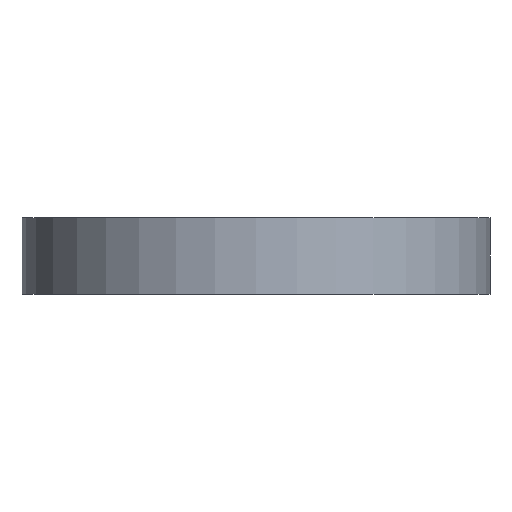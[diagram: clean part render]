
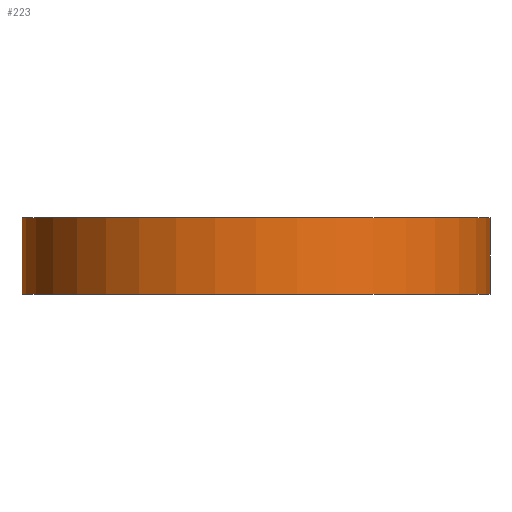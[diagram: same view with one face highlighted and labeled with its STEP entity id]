
A CAD part, front view. The second image highlights one B-rep face of the part: STEP entity #223.
In plain terms, the highlighted cylindrical face has radius 29.21 mm (diameter 58.42 mm), a partial arc.
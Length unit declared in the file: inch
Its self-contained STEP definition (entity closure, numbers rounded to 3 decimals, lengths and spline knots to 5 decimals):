
#25 = FACE_OUTER_BOUND ( 'NONE', #591, .T. ) ;
#63 = LINE ( 'NONE', #467, #580 ) ;
#88 = CIRCLE ( 'NONE', #440, 1.15 ) ;
#107 = CARTESIAN_POINT ( 'NONE',  ( -1.15, 0., 0.375 ) ) ;
#109 = DIRECTION ( 'NONE',  ( 1., 0., 0. ) ) ;
#146 = CARTESIAN_POINT ( 'NONE',  ( 1.15, 0., 0. ) ) ;
#185 = EDGE_CURVE ( 'NONE', #237, #290, #498, .T. ) ;
#197 = CARTESIAN_POINT ( 'NONE',  ( 1.15, 0., 0.375 ) ) ;
#198 = VERTEX_POINT ( 'NONE', #107 ) ;
#205 = CIRCLE ( 'NONE', #472, 1.15 ) ;
#210 = DIRECTION ( 'NONE',  ( 0., 0., 1. ) ) ;
#218 = EDGE_CURVE ( 'NONE', #198, #230, #63, .T. ) ;
#223 = ADVANCED_FACE ( 'NONE', ( #25 ), #566, .T. ) ;
#230 = VERTEX_POINT ( 'NONE', #416 ) ;
#233 = AXIS2_PLACEMENT_3D ( 'NONE', #560, #411, #375 ) ;
#237 = VERTEX_POINT ( 'NONE', #368 ) ;
#247 = ORIENTED_EDGE ( 'NONE', *, *, #455, .F. ) ;
#274 = DIRECTION ( 'NONE',  ( 1., 0., 0. ) ) ;
#290 = VERTEX_POINT ( 'NONE', #146 ) ;
#299 = DIRECTION ( 'NONE',  ( 0., 0., 1. ) ) ;
#335 = ORIENTED_EDGE ( 'NONE', *, *, #218, .T. ) ;
#350 = EDGE_CURVE ( 'NONE', #230, #290, #205, .T. ) ;
#354 = DIRECTION ( 'NONE',  ( 0., 0., -1. ) ) ;
#368 = CARTESIAN_POINT ( 'NONE',  ( 1.15, 0., 0.375 ) ) ;
#375 = DIRECTION ( 'NONE',  ( -1., 0., 0. ) ) ;
#411 = DIRECTION ( 'NONE',  ( 0., 0., -1. ) ) ;
#416 = CARTESIAN_POINT ( 'NONE',  ( -1.15, 0., 0. ) ) ;
#440 = AXIS2_PLACEMENT_3D ( 'NONE', #623, #210, #274 ) ;
#449 = ORIENTED_EDGE ( 'NONE', *, *, #185, .F. ) ;
#455 = EDGE_CURVE ( 'NONE', #198, #237, #88, .T. ) ;
#467 = CARTESIAN_POINT ( 'NONE',  ( -1.15, 0., 0.375 ) ) ;
#472 = AXIS2_PLACEMENT_3D ( 'NONE', #547, #299, #109 ) ;
#498 = LINE ( 'NONE', #197, #570 ) ;
#527 = ORIENTED_EDGE ( 'NONE', *, *, #350, .T. ) ;
#547 = CARTESIAN_POINT ( 'NONE',  ( 0., 0., 0. ) ) ;
#560 = CARTESIAN_POINT ( 'NONE',  ( 0., 0., 0.375 ) ) ;
#566 = CYLINDRICAL_SURFACE ( 'NONE', #233, 1.15 ) ;
#570 = VECTOR ( 'NONE', #354, 39.37008 ) ;
#580 = VECTOR ( 'NONE', #633, 39.37008 ) ;
#591 = EDGE_LOOP ( 'NONE', ( #449, #247, #335, #527 ) ) ;
#623 = CARTESIAN_POINT ( 'NONE',  ( 0., 0., 0.375 ) ) ;
#633 = DIRECTION ( 'NONE',  ( 0., 0., -1. ) ) ;
